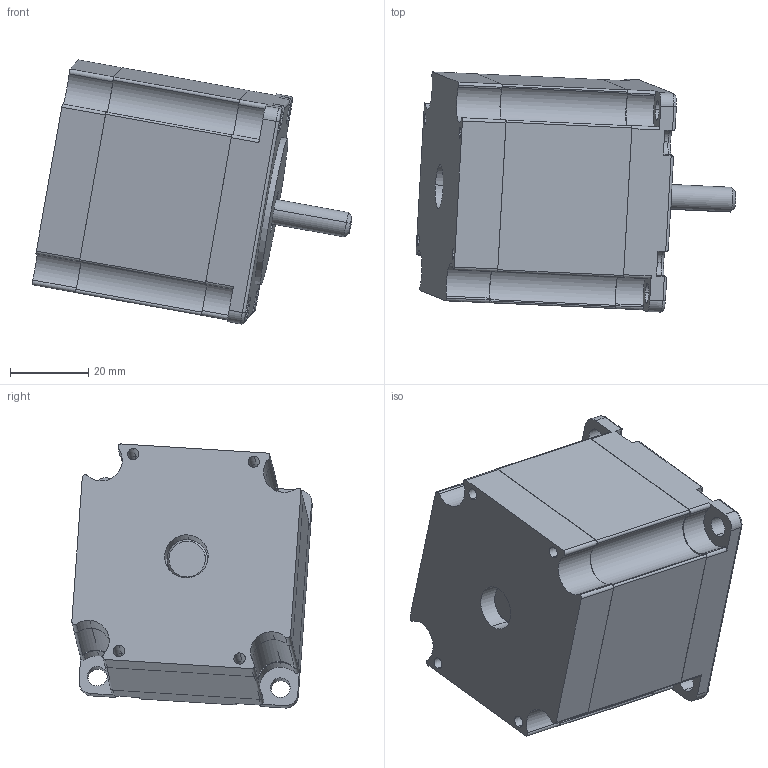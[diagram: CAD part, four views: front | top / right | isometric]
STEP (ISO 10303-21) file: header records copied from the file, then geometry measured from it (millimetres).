
FILE_DESCRIPTION (( 'STEP AP214' ), '1' );
FILE_NAME ('Nema 23 - 57BYGH56-401A.step', '2019-11-11T12:53:03', ( '' ), ( '' ), 'SwSTEP 2.0', 'SolidWorks 2019', '' );
FILE_SCHEMA (( 'AUTOMOTIVE_DESIGN' ));
Length unit declared in the file: inch
Products named in the file (5): 476745 - Nema 23 Shaft End Plate; 476746 - Nema 23 End Plate; 476748 - Nema 23 Armature; 476747 - Nema 23 Motor Body; Nema 23 - 57BYGH56-401A
Assembly tree (4 placements, depth 2):
  Nema 23 - 57BYGH56-401A
    476745 - Nema 23 Shaft End Plate
    476746 - Nema 23 End Plate
    476747 - Nema 23 Motor Body
    476748 - Nema 23 Armature
Bounding box: 81.9 x 61.53 x 67.6 mm (x, y, z)
Volume: 148267.8 mm3; surface area: 42135.4 mm2
Topology: 4 solids, 4 shells, 178 faces, 468 edges, 302 vertices
Faces by surface type: cylinder 122, plane 40, torus 10, cone 6
Entity records: 6088 total; most frequent: DIRECTION 1078, CARTESIAN_POINT 979, ORIENTED_EDGE 936, EDGE_CURVE 468, AXIS2_PLACEMENT_3D 433, VERTEX_POINT 302, CIRCLE 248, EDGE_LOOP 220
